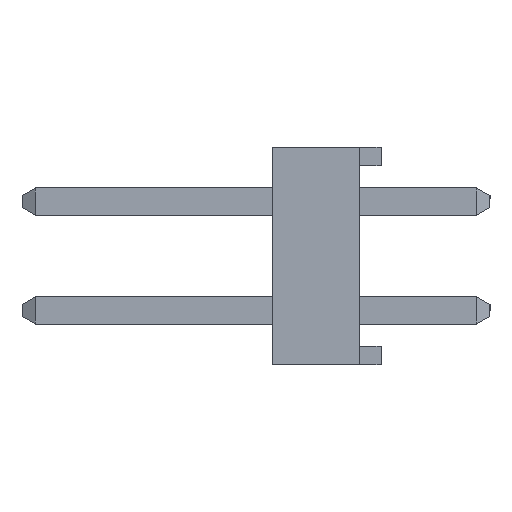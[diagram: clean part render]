
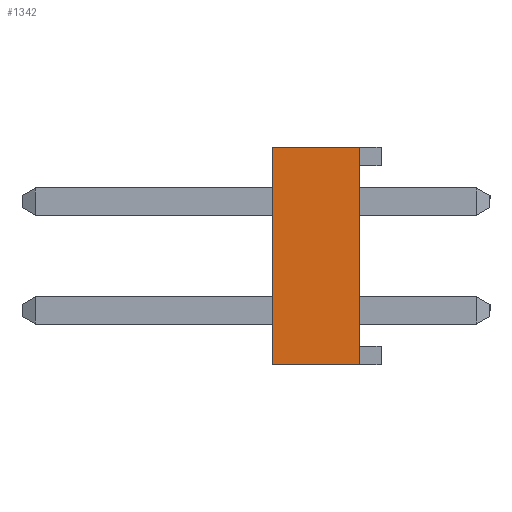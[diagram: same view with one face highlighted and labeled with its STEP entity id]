
A CAD part, left-side view. The second image highlights one B-rep face of the part: STEP entity #1342.
In plain terms, the highlighted planar face has unit normal (-1, 0, 0).
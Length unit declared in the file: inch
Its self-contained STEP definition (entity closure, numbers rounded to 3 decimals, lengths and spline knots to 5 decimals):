
#1342 = ADVANCED_FACE( '', ( #3146 ), #3147, .F. );
#3146 = FACE_OUTER_BOUND( '', #5464, .T. );
#3147 = PLANE( '', #5465 );
#5464 = EDGE_LOOP( '', ( #9312, #9313, #9314, #9315 ) );
#5465 = AXIS2_PLACEMENT_3D( '', #9316, #9317, #9318 );
#9312 = ORIENTED_EDGE( '', *, *, #14961, .F. );
#9313 = ORIENTED_EDGE( '', *, *, #14347, .F. );
#9314 = ORIENTED_EDGE( '', *, *, #14181, .F. );
#9315 = ORIENTED_EDGE( '', *, *, #14972, .T. );
#9316 = CARTESIAN_POINT( '', ( -0.45, 0.1, -0.1 ) );
#9317 = DIRECTION( '', ( 1., 0., 0. ) );
#9318 = DIRECTION( '', ( 0., 0., -1. ) );
#14181 = EDGE_CURVE( '', #17167, #17160, #17169, .T. );
#14347 = EDGE_CURVE( '', #17160, #17445, #17446, .T. );
#14961 = EDGE_CURVE( '', #17445, #18389, #18390, .T. );
#14972 = EDGE_CURVE( '', #17167, #18389, #18409, .T. );
#17160 = VERTEX_POINT( '', #21325 );
#17167 = VERTEX_POINT( '', #21335 );
#17169 = LINE( '', #21338, #21339 );
#17445 = VERTEX_POINT( '', #21747 );
#17446 = LINE( '', #21748, #21749 );
#18389 = VERTEX_POINT( '', #23174 );
#18390 = LINE( '', #23175, #23176 );
#18409 = LINE( '', #23204, #23205 );
#21325 = CARTESIAN_POINT( '', ( -0.45, 0.1, 0.1 ) );
#21335 = CARTESIAN_POINT( '', ( -0.45, 0.1, -0.1 ) );
#21338 = CARTESIAN_POINT( '', ( -0.45, 0.1, -0.1 ) );
#21339 = VECTOR( '', #26007, 39.37008 );
#21747 = CARTESIAN_POINT( '', ( -0.45, 0.02, 0.1 ) );
#21748 = CARTESIAN_POINT( '', ( -0.45, 0.1, 0.1 ) );
#21749 = VECTOR( '', #26140, 39.37008 );
#23174 = CARTESIAN_POINT( '', ( -0.45, 0.02, -0.1 ) );
#23175 = CARTESIAN_POINT( '', ( -0.45, 0.02, -0.1 ) );
#23176 = VECTOR( '', #26623, 39.37008 );
#23204 = CARTESIAN_POINT( '', ( -0.45, 0.1, -0.1 ) );
#23205 = VECTOR( '', #26633, 39.37008 );
#26007 = DIRECTION( '', ( 0., 0., 1. ) );
#26140 = DIRECTION( '', ( 0., -1., 0. ) );
#26623 = DIRECTION( '', ( 0., 0., -1. ) );
#26633 = DIRECTION( '', ( 0., -1., 0. ) );
